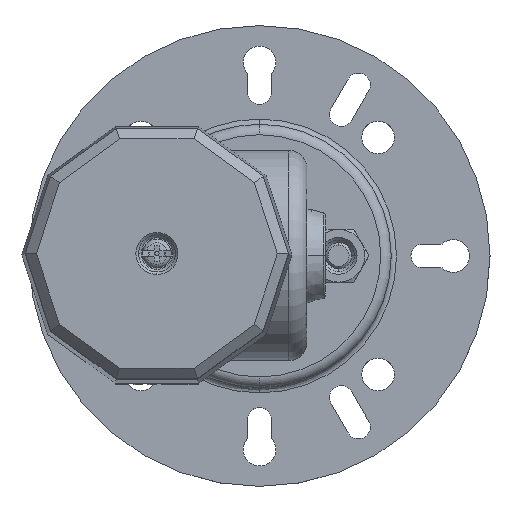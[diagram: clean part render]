
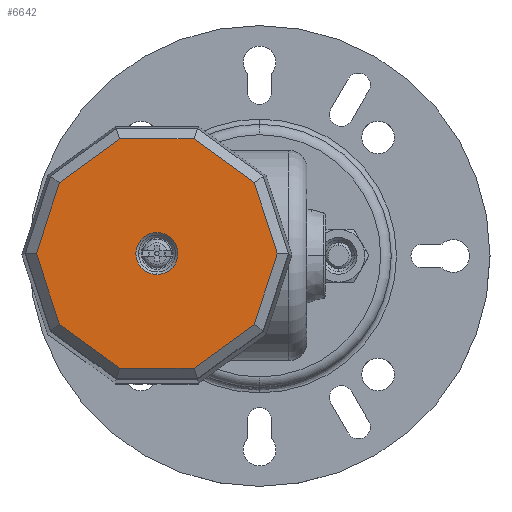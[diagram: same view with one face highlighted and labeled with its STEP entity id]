
A CAD part, top view. The second image highlights one B-rep face of the part: STEP entity #6642.
In plain terms, the highlighted planar face has unit normal (0, 0, 1).
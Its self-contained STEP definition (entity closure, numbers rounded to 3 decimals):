
#367 = VERTEX_POINT ( 'NONE', #7211 ) ;
#464 = VECTOR ( 'NONE', #2598, 1000. ) ;
#684 = DIRECTION ( 'NONE',  ( 1., 0., 0. ) ) ;
#750 = VECTOR ( 'NONE', #777, 1000. ) ;
#777 = DIRECTION ( 'NONE',  ( 0.309, 0.951, 0. ) ) ;
#828 = EDGE_CURVE ( 'NONE', #15069, #15973, #2865, .T. ) ;
#829 = CARTESIAN_POINT ( 'NONE',  ( -38.002, 13.442, 321. ) ) ;
#1074 = ORIENTED_EDGE ( 'NONE', *, *, #6752, .F. ) ;
#1390 = EDGE_CURVE ( 'NONE', #1837, #14253, #5682, .T. ) ;
#1589 = VERTEX_POINT ( 'NONE', #7978 ) ;
#1754 = FACE_BOUND ( 'NONE', #6972, .T. ) ;
#1815 = EDGE_CURVE ( 'NONE', #13896, #367, #2857, .T. ) ;
#1837 = VERTEX_POINT ( 'NONE', #17662 ) ;
#1946 = AXIS2_PLACEMENT_3D ( 'NONE', #7935, #9466, #16766 ) ;
#1981 = ORIENTED_EDGE ( 'NONE', *, *, #1815, .F. ) ;
#2239 = EDGE_CURVE ( 'NONE', #11159, #4221, #5039, .T. ) ;
#2470 = ORIENTED_EDGE ( 'NONE', *, *, #4434, .F. ) ;
#2598 = DIRECTION ( 'NONE',  ( -1., 0., 0. ) ) ;
#2708 = VECTOR ( 'NONE', #5841, 1000. ) ;
#2813 = CARTESIAN_POINT ( 'NONE',  ( 3.369, 0., 321. ) ) ;
#2857 = LINE ( 'NONE', #10530, #4474 ) ;
#2865 = CIRCLE ( 'NONE', #1946, 4. ) ;
#3022 = VECTOR ( 'NONE', #16388, 1000. ) ;
#3869 = CARTESIAN_POINT ( 'NONE',  ( -26.567, -21.75, 321. ) ) ;
#4140 = CARTESIAN_POINT ( 'NONE',  ( -12.433, -21.75, 321. ) ) ;
#4221 = VERTEX_POINT ( 'NONE', #10287 ) ;
#4434 = EDGE_CURVE ( 'NONE', #16842, #11159, #9955, .T. ) ;
#4474 = VECTOR ( 'NONE', #16309, 1000. ) ;
#4480 = CIRCLE ( 'NONE', #14268, 4. ) ;
#4551 = EDGE_CURVE ( 'NONE', #1589, #1837, #19001, .T. ) ;
#4577 = EDGE_CURVE ( 'NONE', #5875, #16842, #12154, .T. ) ;
#4987 = EDGE_CURVE ( 'NONE', #14253, #13896, #7927, .T. ) ;
#5039 = LINE ( 'NONE', #13579, #12153 ) ;
#5496 = LINE ( 'NONE', #6661, #750 ) ;
#5682 = LINE ( 'NONE', #4140, #464 ) ;
#5841 = DIRECTION ( 'NONE',  ( -0.809, -0.588, 0. ) ) ;
#5875 = VERTEX_POINT ( 'NONE', #829 ) ;
#6252 = EDGE_CURVE ( 'NONE', #4221, #12254, #15320, .T. ) ;
#6458 = CARTESIAN_POINT ( 'NONE',  ( -19.5, 0., 321. ) ) ;
#6602 = CARTESIAN_POINT ( 'NONE',  ( -19.5, -4., 321. ) ) ;
#6642 = ADVANCED_FACE ( 'NONE', ( #1754, #12222 ), #13853, .T. ) ;
#6661 = CARTESIAN_POINT ( 'NONE',  ( -42.369, 0., 321. ) ) ;
#6752 = EDGE_CURVE ( 'NONE', #367, #5875, #5496, .T. ) ;
#6972 = EDGE_LOOP ( 'NONE', ( #16465, #10390 ) ) ;
#6994 = CARTESIAN_POINT ( 'NONE',  ( -12.433, 21.75, 321. ) ) ;
#7211 = CARTESIAN_POINT ( 'NONE',  ( -42.369, 0., 321. ) ) ;
#7241 = VECTOR ( 'NONE', #9178, 1000. ) ;
#7918 = CARTESIAN_POINT ( 'NONE',  ( -44.656, -23.925, 321. ) ) ;
#7927 = LINE ( 'NONE', #3869, #11563 ) ;
#7935 = CARTESIAN_POINT ( 'NONE',  ( -19.5, 0., 321. ) ) ;
#7978 = CARTESIAN_POINT ( 'NONE',  ( -0.998, -13.442, 321. ) ) ;
#8102 = ORIENTED_EDGE ( 'NONE', *, *, #4987, .F. ) ;
#8104 = ORIENTED_EDGE ( 'NONE', *, *, #2239, .F. ) ;
#8546 = ORIENTED_EDGE ( 'NONE', *, *, #6252, .F. ) ;
#8785 = DIRECTION ( 'NONE',  ( -0.309, -0.951, 0. ) ) ;
#9178 = DIRECTION ( 'NONE',  ( 0.309, -0.951, 0. ) ) ;
#9278 = CARTESIAN_POINT ( 'NONE',  ( -38.002, 13.442, 321. ) ) ;
#9433 = CARTESIAN_POINT ( 'NONE',  ( -26.567, 21.75, 321. ) ) ;
#9466 = DIRECTION ( 'NONE',  ( 0., 0., 1. ) ) ;
#9842 = EDGE_LOOP ( 'NONE', ( #8102, #13142, #11348, #14029, #8546, #8104, #2470, #16546, #1074, #1981 ) ) ;
#9955 = LINE ( 'NONE', #14479, #17128 ) ;
#10007 = EDGE_CURVE ( 'NONE', #12254, #1589, #16066, .T. ) ;
#10242 = CARTESIAN_POINT ( 'NONE',  ( -0.998, -13.442, 321. ) ) ;
#10287 = CARTESIAN_POINT ( 'NONE',  ( -0.998, 13.442, 321. ) ) ;
#10390 = ORIENTED_EDGE ( 'NONE', *, *, #828, .F. ) ;
#10530 = CARTESIAN_POINT ( 'NONE',  ( -38.002, -13.442, 321. ) ) ;
#11152 = DIRECTION ( 'NONE',  ( -0.809, 0.588, 0. ) ) ;
#11159 = VERTEX_POINT ( 'NONE', #6994 ) ;
#11348 = ORIENTED_EDGE ( 'NONE', *, *, #4551, .F. ) ;
#11515 = VECTOR ( 'NONE', #8785, 1000. ) ;
#11563 = VECTOR ( 'NONE', #11152, 1000. ) ;
#12153 = VECTOR ( 'NONE', #16560, 1000. ) ;
#12154 = LINE ( 'NONE', #9278, #3022 ) ;
#12222 = FACE_OUTER_BOUND ( 'NONE', #9842, .T. ) ;
#12254 = VERTEX_POINT ( 'NONE', #19000 ) ;
#12297 = DIRECTION ( 'NONE',  ( 0., -1., 0. ) ) ;
#13142 = ORIENTED_EDGE ( 'NONE', *, *, #1390, .F. ) ;
#13579 = CARTESIAN_POINT ( 'NONE',  ( -12.433, 21.75, 321. ) ) ;
#13666 = DIRECTION ( 'NONE',  ( 0., 0., 1. ) ) ;
#13853 = PLANE ( 'NONE',  #16716 ) ;
#13896 = VERTEX_POINT ( 'NONE', #14435 ) ;
#14029 = ORIENTED_EDGE ( 'NONE', *, *, #10007, .F. ) ;
#14101 = CARTESIAN_POINT ( 'NONE',  ( -19.5, 4., 321. ) ) ;
#14253 = VERTEX_POINT ( 'NONE', #18738 ) ;
#14268 = AXIS2_PLACEMENT_3D ( 'NONE', #6458, #15184, #12297 ) ;
#14435 = CARTESIAN_POINT ( 'NONE',  ( -38.002, -13.442, 321. ) ) ;
#14479 = CARTESIAN_POINT ( 'NONE',  ( -26.567, 21.75, 321. ) ) ;
#15069 = VERTEX_POINT ( 'NONE', #6602 ) ;
#15184 = DIRECTION ( 'NONE',  ( 0., 0., 1. ) ) ;
#15320 = LINE ( 'NONE', #18020, #7241 ) ;
#15973 = VERTEX_POINT ( 'NONE', #14101 ) ;
#16066 = LINE ( 'NONE', #2813, #11515 ) ;
#16309 = DIRECTION ( 'NONE',  ( -0.309, 0.951, 0. ) ) ;
#16388 = DIRECTION ( 'NONE',  ( 0.809, 0.588, 0. ) ) ;
#16465 = ORIENTED_EDGE ( 'NONE', *, *, #16887, .F. ) ;
#16546 = ORIENTED_EDGE ( 'NONE', *, *, #4577, .F. ) ;
#16560 = DIRECTION ( 'NONE',  ( 0.809, -0.588, 0. ) ) ;
#16716 = AXIS2_PLACEMENT_3D ( 'NONE', #7918, #13666, #684 ) ;
#16766 = DIRECTION ( 'NONE',  ( 0., -1., 0. ) ) ;
#16842 = VERTEX_POINT ( 'NONE', #9433 ) ;
#16887 = EDGE_CURVE ( 'NONE', #15973, #15069, #4480, .T. ) ;
#17128 = VECTOR ( 'NONE', #17554, 1000. ) ;
#17554 = DIRECTION ( 'NONE',  ( 1., 0., 0. ) ) ;
#17662 = CARTESIAN_POINT ( 'NONE',  ( -12.433, -21.75, 321. ) ) ;
#18020 = CARTESIAN_POINT ( 'NONE',  ( -0.998, 13.442, 321. ) ) ;
#18738 = CARTESIAN_POINT ( 'NONE',  ( -26.567, -21.75, 321. ) ) ;
#19000 = CARTESIAN_POINT ( 'NONE',  ( 3.369, 0., 321. ) ) ;
#19001 = LINE ( 'NONE', #10242, #2708 ) ;
